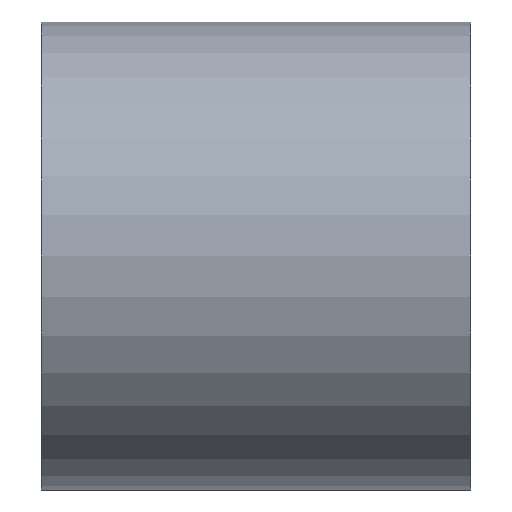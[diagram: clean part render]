
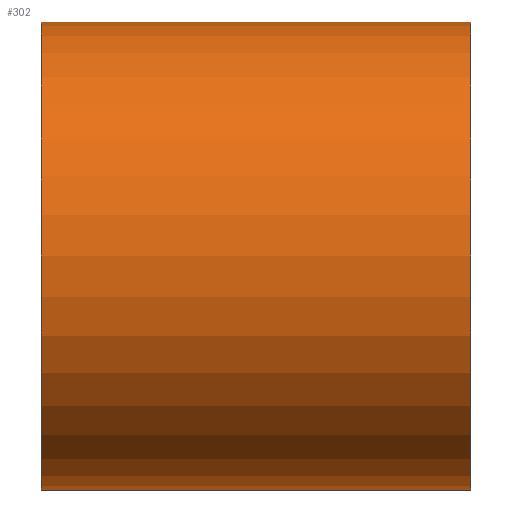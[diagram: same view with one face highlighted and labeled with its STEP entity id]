
A CAD part, left-side view. The second image highlights one B-rep face of the part: STEP entity #302.
In plain terms, the highlighted cylindrical face has radius 21.5 mm (diameter 43 mm), a partial arc.
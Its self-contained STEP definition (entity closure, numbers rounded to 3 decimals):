
#11 = CIRCLE ( 'NONE', #120, 21.5 ) ;
#21 = DIRECTION ( 'NONE',  ( 0., -1., 0. ) ) ;
#22 = CARTESIAN_POINT ( 'NONE',  ( 0., 19.75, -21.5 ) ) ;
#31 = DIRECTION ( 'NONE',  ( 0., 1., 0. ) ) ;
#46 = CARTESIAN_POINT ( 'NONE',  ( 0., 19.75, 21.5 ) ) ;
#53 = CARTESIAN_POINT ( 'NONE',  ( 0., -19.75, -21.5 ) ) ;
#59 = CARTESIAN_POINT ( 'NONE',  ( 0., 19.75, 21.5 ) ) ;
#61 = DIRECTION ( 'NONE',  ( 0., -1., 0. ) ) ;
#71 = ORIENTED_EDGE ( 'NONE', *, *, #221, .T. ) ;
#76 = LINE ( 'NONE', #59, #106 ) ;
#77 = EDGE_CURVE ( 'NONE', #88, #230, #193, .T. ) ;
#78 = CARTESIAN_POINT ( 'NONE',  ( 0., -19.75, 21.5 ) ) ;
#80 = CARTESIAN_POINT ( 'NONE',  ( 0., -19.75, 0. ) ) ;
#82 = EDGE_LOOP ( 'NONE', ( #170, #118, #139, #71 ) ) ;
#84 = DIRECTION ( 'NONE',  ( 0., 0., 1. ) ) ;
#86 = EDGE_CURVE ( 'NONE', #88, #174, #215, .T. ) ;
#88 = VERTEX_POINT ( 'NONE', #150 ) ;
#98 = DIRECTION ( 'NONE',  ( 0., 0., 1. ) ) ;
#106 = VECTOR ( 'NONE', #61, 1000. ) ;
#108 = EDGE_CURVE ( 'NONE', #174, #269, #76, .T. ) ;
#118 = ORIENTED_EDGE ( 'NONE', *, *, #86, .F. ) ;
#120 = AXIS2_PLACEMENT_3D ( 'NONE', #80, #328, #98 ) ;
#129 = DIRECTION ( 'NONE',  ( 0., -1., 0. ) ) ;
#130 = CARTESIAN_POINT ( 'NONE',  ( 0., 19.75, 0. ) ) ;
#139 = ORIENTED_EDGE ( 'NONE', *, *, #77, .T. ) ;
#150 = CARTESIAN_POINT ( 'NONE',  ( 0., 19.75, -21.5 ) ) ;
#170 = ORIENTED_EDGE ( 'NONE', *, *, #108, .F. ) ;
#174 = VERTEX_POINT ( 'NONE', #46 ) ;
#193 = LINE ( 'NONE', #22, #247 ) ;
#209 = AXIS2_PLACEMENT_3D ( 'NONE', #299, #129, #282 ) ;
#215 = CIRCLE ( 'NONE', #263, 21.5 ) ;
#217 = FACE_OUTER_BOUND ( 'NONE', #82, .T. ) ;
#221 = EDGE_CURVE ( 'NONE', #230, #269, #11, .T. ) ;
#230 = VERTEX_POINT ( 'NONE', #53 ) ;
#247 = VECTOR ( 'NONE', #21, 1000. ) ;
#263 = AXIS2_PLACEMENT_3D ( 'NONE', #130, #31, #84 ) ;
#269 = VERTEX_POINT ( 'NONE', #78 ) ;
#282 = DIRECTION ( 'NONE',  ( 0., 0., -1. ) ) ;
#292 = CYLINDRICAL_SURFACE ( 'NONE', #209, 21.5 ) ;
#299 = CARTESIAN_POINT ( 'NONE',  ( 0., 19.75, 0. ) ) ;
#302 = ADVANCED_FACE ( 'NONE', ( #217 ), #292, .T. ) ;
#328 = DIRECTION ( 'NONE',  ( 0., 1., 0. ) ) ;
